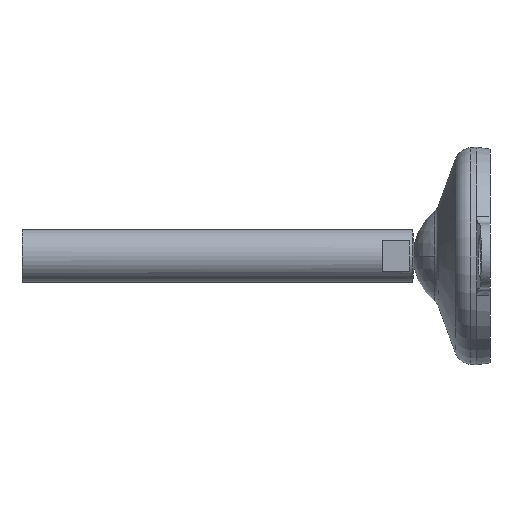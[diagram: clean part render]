
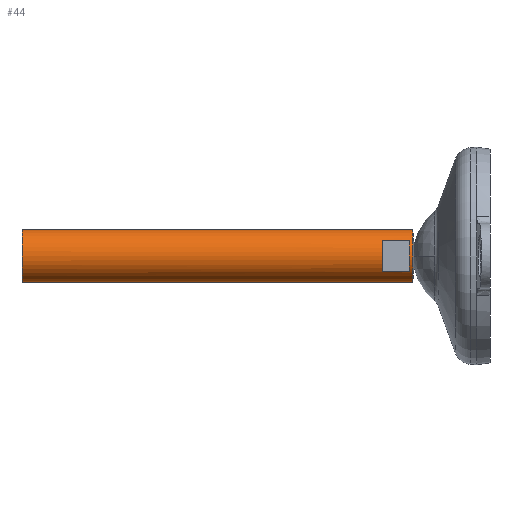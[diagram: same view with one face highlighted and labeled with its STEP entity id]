
A CAD part, left-side view. The second image highlights one B-rep face of the part: STEP entity #44.
In plain terms, the highlighted cylindrical face has radius 12 mm (diameter 24 mm), a partial arc.
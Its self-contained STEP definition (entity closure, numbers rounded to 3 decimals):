
#14 = VERTEX_POINT ( 'NONE', #992 ) ;
#21 = CARTESIAN_POINT ( 'NONE',  ( 0., 0., 12. ) ) ;
#39 = VECTOR ( 'NONE', #1095, 1000. ) ;
#44 = ADVANCED_FACE ( 'NONE', ( #1480, #780 ), #310, .T. ) ;
#53 = DIRECTION ( 'NONE',  ( 0., 1., 0. ) ) ;
#86 = CARTESIAN_POINT ( 'NONE',  ( -9.5, 0., 7.331 ) ) ;
#113 = DIRECTION ( 'NONE',  ( 0., 0., -1. ) ) ;
#129 = DIRECTION ( 'NONE',  ( 0., 0., -1. ) ) ;
#162 = DIRECTION ( 'NONE',  ( 0., -1., 0. ) ) ;
#168 = CIRCLE ( 'NONE', #837, 12. ) ;
#172 = CARTESIAN_POINT ( 'NONE',  ( 0., 49.5, 0. ) ) ;
#200 = ORIENTED_EDGE ( 'NONE', *, *, #921, .T. ) ;
#232 = CARTESIAN_POINT ( 'NONE',  ( 0., 37., 0. ) ) ;
#291 = CIRCLE ( 'NONE', #684, 12. ) ;
#310 = CYLINDRICAL_SURFACE ( 'NONE', #625, 12. ) ;
#319 = AXIS2_PLACEMENT_3D ( 'NONE', #172, #53, #1040 ) ;
#323 = VERTEX_POINT ( 'NONE', #1336 ) ;
#330 = EDGE_LOOP ( 'NONE', ( #865, #476, #200, #462 ) ) ;
#331 = EDGE_CURVE ( 'NONE', #1516, #323, #1088, .T. ) ;
#357 = CARTESIAN_POINT ( 'NONE',  ( -9.5, 49.5, 7.331 ) ) ;
#410 = CARTESIAN_POINT ( 'NONE',  ( 0., 0., 0. ) ) ;
#462 = ORIENTED_EDGE ( 'NONE', *, *, #758, .F. ) ;
#465 = DIRECTION ( 'NONE',  ( 0., 0., -1. ) ) ;
#476 = ORIENTED_EDGE ( 'NONE', *, *, #1232, .T. ) ;
#482 = VECTOR ( 'NONE', #957, 1000. ) ;
#576 = LINE ( 'NONE', #810, #1530 ) ;
#585 = DIRECTION ( 'NONE',  ( 0., 1., 0. ) ) ;
#625 = AXIS2_PLACEMENT_3D ( 'NONE', #410, #162, #1474 ) ;
#684 = AXIS2_PLACEMENT_3D ( 'NONE', #232, #1075, #465 ) ;
#697 = CARTESIAN_POINT ( 'NONE',  ( 0., 215., 0. ) ) ;
#722 = VERTEX_POINT ( 'NONE', #357 ) ;
#758 = EDGE_CURVE ( 'NONE', #323, #1347, #168, .T. ) ;
#780 = FACE_BOUND ( 'NONE', #1082, .T. ) ;
#808 = EDGE_CURVE ( 'NONE', #1053, #14, #576, .T. ) ;
#810 = CARTESIAN_POINT ( 'NONE',  ( -9.5, 0., -7.331 ) ) ;
#817 = CARTESIAN_POINT ( 'NONE',  ( 0., 35.5, 0. ) ) ;
#832 = EDGE_CURVE ( 'NONE', #951, #1053, #291, .T. ) ;
#837 = AXIS2_PLACEMENT_3D ( 'NONE', #817, #1177, #129 ) ;
#854 = CARTESIAN_POINT ( 'NONE',  ( -9.5, 37., 7.331 ) ) ;
#865 = ORIENTED_EDGE ( 'NONE', *, *, #331, .F. ) ;
#870 = CARTESIAN_POINT ( 'NONE',  ( 0., 0., -12. ) ) ;
#921 = EDGE_CURVE ( 'NONE', #1307, #1347, #1344, .T. ) ;
#938 = VECTOR ( 'NONE', #975, 1000. ) ;
#951 = VERTEX_POINT ( 'NONE', #854 ) ;
#957 = DIRECTION ( 'NONE',  ( 0., -1., 0. ) ) ;
#975 = DIRECTION ( 'NONE',  ( 0., -1., 0. ) ) ;
#978 = CARTESIAN_POINT ( 'NONE',  ( 0., 215., -12. ) ) ;
#992 = CARTESIAN_POINT ( 'NONE',  ( -9.5, 49.5, -7.331 ) ) ;
#999 = ORIENTED_EDGE ( 'NONE', *, *, #808, .T. ) ;
#1040 = DIRECTION ( 'NONE',  ( 0., 0., 1. ) ) ;
#1053 = VERTEX_POINT ( 'NONE', #1370 ) ;
#1075 = DIRECTION ( 'NONE',  ( 0., -1., 0. ) ) ;
#1082 = EDGE_LOOP ( 'NONE', ( #999, #1324, #1417, #1383 ) ) ;
#1088 = LINE ( 'NONE', #21, #938 ) ;
#1095 = DIRECTION ( 'NONE',  ( 0., -1., 0. ) ) ;
#1177 = DIRECTION ( 'NONE',  ( 0., -1., 0. ) ) ;
#1181 = DIRECTION ( 'NONE',  ( 0., -1., 0. ) ) ;
#1206 = CARTESIAN_POINT ( 'NONE',  ( 0., 215., 12. ) ) ;
#1213 = CIRCLE ( 'NONE', #319, 12. ) ;
#1232 = EDGE_CURVE ( 'NONE', #1516, #1307, #1510, .T. ) ;
#1235 = AXIS2_PLACEMENT_3D ( 'NONE', #697, #1181, #113 ) ;
#1250 = CARTESIAN_POINT ( 'NONE',  ( 0., 35.5, -12. ) ) ;
#1307 = VERTEX_POINT ( 'NONE', #978 ) ;
#1324 = ORIENTED_EDGE ( 'NONE', *, *, #1475, .T. ) ;
#1329 = LINE ( 'NONE', #86, #482 ) ;
#1336 = CARTESIAN_POINT ( 'NONE',  ( 0., 35.5, 12. ) ) ;
#1344 = LINE ( 'NONE', #870, #39 ) ;
#1347 = VERTEX_POINT ( 'NONE', #1250 ) ;
#1370 = CARTESIAN_POINT ( 'NONE',  ( -9.5, 37., -7.331 ) ) ;
#1383 = ORIENTED_EDGE ( 'NONE', *, *, #832, .T. ) ;
#1417 = ORIENTED_EDGE ( 'NONE', *, *, #1520, .T. ) ;
#1474 = DIRECTION ( 'NONE',  ( 0., 0., -1. ) ) ;
#1475 = EDGE_CURVE ( 'NONE', #14, #722, #1213, .T. ) ;
#1480 = FACE_OUTER_BOUND ( 'NONE', #330, .T. ) ;
#1510 = CIRCLE ( 'NONE', #1235, 12. ) ;
#1516 = VERTEX_POINT ( 'NONE', #1206 ) ;
#1520 = EDGE_CURVE ( 'NONE', #722, #951, #1329, .T. ) ;
#1530 = VECTOR ( 'NONE', #585, 1000. ) ;
